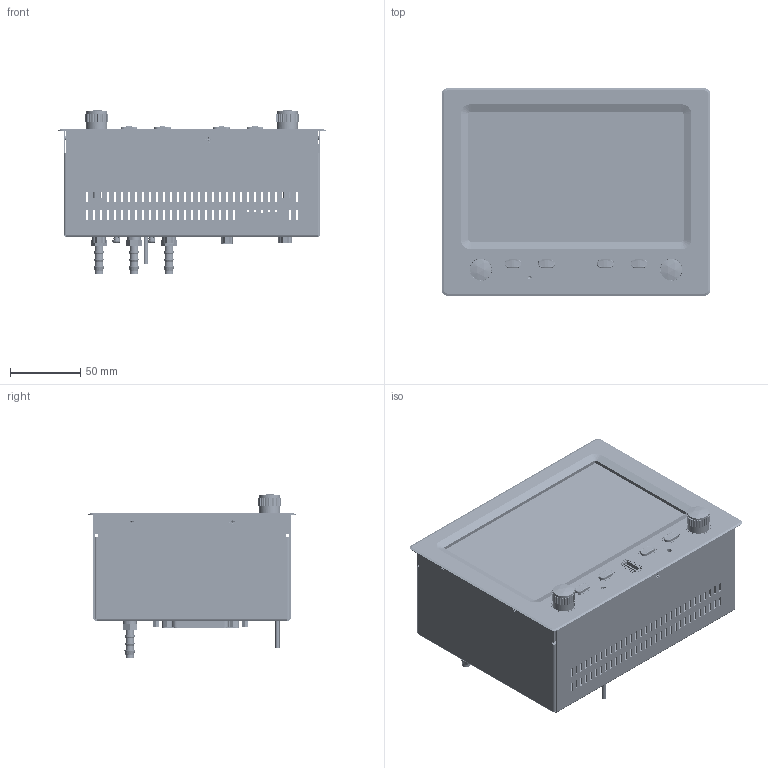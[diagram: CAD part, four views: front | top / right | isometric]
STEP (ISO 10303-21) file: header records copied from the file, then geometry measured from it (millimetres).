
FILE_DESCRIPTION(/* description */ (''),/* implementation_level */ '2;1');
FILE_NAME(/* name */ 'model1.stp',/* time_stamp */ '2013-05-03T17:33:02+02:00',/* author */ (''),/* organization */ (''),/* preprocessor_version */ 'ST-DEVELOPER v11',/* originating_system */ 'SIEMENS PLM Software NX 7.5',/* authorisation */ '');
FILE_SCHEMA (('AUTOMOTIVE_DESIGN { 1 0 10303 214 1 1 1 1 }'));
Products named in the file (1): SVS248848b0u
Bounding box: 192 x 148 x 116.72 mm (x, y, z)
Volume: 341781.3 mm3; surface area: 308841.9 mm2
Topology: 59 solids, 59 shells, 7509 faces, 19842 edges, 12854 vertices
Faces by surface type: plane 5054, cylinder 1844, bspline 278, cone 249, sphere 50, torus 34
Full cylindrical faces by diameter (mm): 1.2 x3, 1.5 x3, 2 x1, 2.013 x13, 2.101 x1, 2.4 x3, 2.459 x8, 2.5 x15, 2.75 x8, 3 x10, 3.2 x15, 3.5 x12, 3.546 x1, 3.69 x1, 4 x2, 4.3 x1, 4.346 x1, 4.4 x1, 4.7 x1, 4.8 x6, 5 x3, 5.8 x6, 6 x25, 6.3 x1, 7 x6, 7.2 x2, 7.5 x3, 7.8 x2, 9.2 x2, 9.5 x2
Entity records: 258461 total; most frequent: CARTESIAN_POINT 73337, ORIENTED_EDGE 38904, DIRECTION 36217, EDGE_CURVE 19452, LINE 14857, VECTOR 14857, VERTEX_POINT 12789, AXIS2_PLACEMENT_3D 10680
